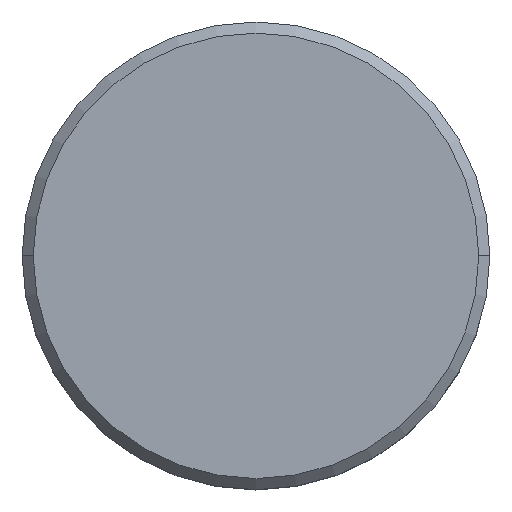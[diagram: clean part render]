
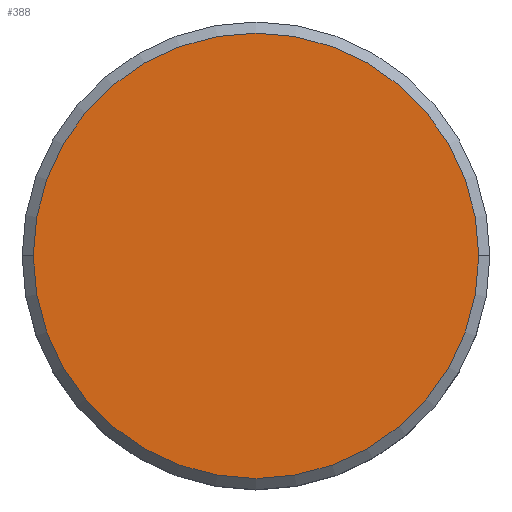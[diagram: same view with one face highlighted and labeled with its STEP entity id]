
A CAD part, top view. The second image highlights one B-rep face of the part: STEP entity #388.
In plain terms, the highlighted planar face has unit normal (0, 0, 1).
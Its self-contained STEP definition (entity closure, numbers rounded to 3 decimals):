
#44 = CIRCLE ( 'NONE', #346, 10. ) ;
#101 = VERTEX_POINT ( 'NONE', #566 ) ;
#106 = DIRECTION ( 'NONE',  ( 1., 0., 0. ) ) ;
#121 = DIRECTION ( 'NONE',  ( 1., 0., 0. ) ) ;
#145 = CIRCLE ( 'NONE', #490, 10. ) ;
#160 = CARTESIAN_POINT ( 'NONE',  ( -10., 0., 0. ) ) ;
#166 = CARTESIAN_POINT ( 'NONE',  ( 0., 0., 0. ) ) ;
#232 = EDGE_CURVE ( 'NONE', #371, #101, #44, .T. ) ;
#239 = ORIENTED_EDGE ( 'NONE', *, *, #232, .T. ) ;
#274 = EDGE_CURVE ( 'NONE', #101, #371, #145, .T. ) ;
#332 = CARTESIAN_POINT ( 'NONE',  ( 0., 0., 0. ) ) ;
#343 = DIRECTION ( 'NONE',  ( 0., 0., 1. ) ) ;
#346 = AXIS2_PLACEMENT_3D ( 'NONE', #332, #348, #434 ) ;
#348 = DIRECTION ( 'NONE',  ( 0., 0., 1. ) ) ;
#366 = ORIENTED_EDGE ( 'NONE', *, *, #274, .T. ) ;
#371 = VERTEX_POINT ( 'NONE', #160 ) ;
#388 = ADVANCED_FACE ( 'NONE', ( #395 ), #592, .T. ) ;
#395 = FACE_OUTER_BOUND ( 'NONE', #423, .T. ) ;
#423 = EDGE_LOOP ( 'NONE', ( #239, #366 ) ) ;
#434 = DIRECTION ( 'NONE',  ( 1., 0., 0. ) ) ;
#444 = CARTESIAN_POINT ( 'NONE',  ( 0., 0., 0. ) ) ;
#490 = AXIS2_PLACEMENT_3D ( 'NONE', #444, #343, #106 ) ;
#538 = AXIS2_PLACEMENT_3D ( 'NONE', #166, #546, #121 ) ;
#546 = DIRECTION ( 'NONE',  ( 0., 0., 1. ) ) ;
#566 = CARTESIAN_POINT ( 'NONE',  ( 10., 0., 0. ) ) ;
#592 = PLANE ( 'NONE',  #538 ) ;
